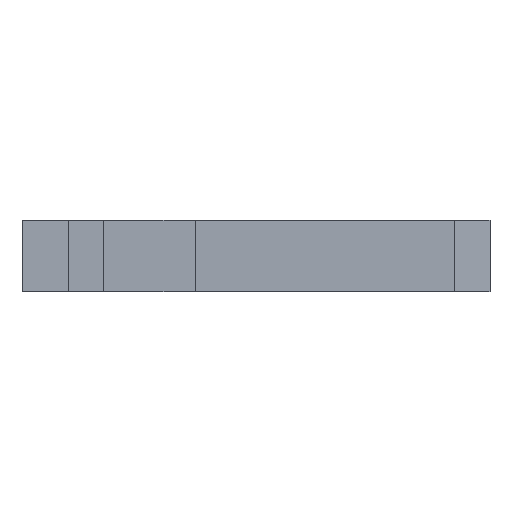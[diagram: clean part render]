
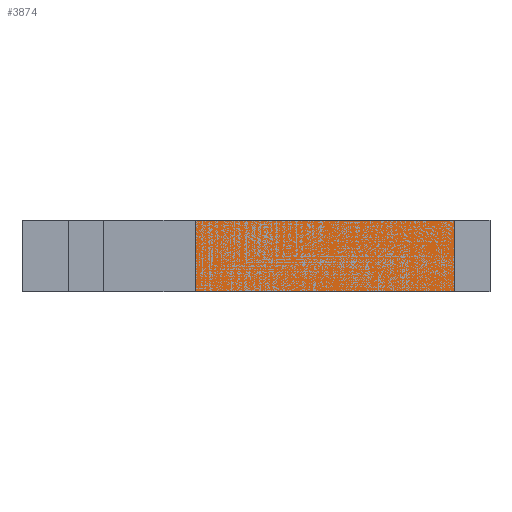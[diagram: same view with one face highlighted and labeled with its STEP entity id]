
A CAD part, front view. The second image highlights one B-rep face of the part: STEP entity #3874.
In plain terms, the highlighted planar face has unit normal (0, -1, 0).
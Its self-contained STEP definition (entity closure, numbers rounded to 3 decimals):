
#368 = PLANE('',#369);
#369 = AXIS2_PLACEMENT_3D('',#370,#371,#372);
#370 = CARTESIAN_POINT('',(-37.477,-40.305,10.));
#371 = DIRECTION('',(0.,0.,1.));
#372 = DIRECTION('',(0.707,0.707,0.));
#995 = PLANE('',#996);
#996 = AXIS2_PLACEMENT_3D('',#997,#998,#999);
#997 = CARTESIAN_POINT('',(-37.477,-40.305,0.));
#998 = DIRECTION('',(0.,0.,1.));
#999 = DIRECTION('',(0.707,0.707,0.));
#1904 = VERTEX_POINT('',#1905);
#1905 = CARTESIAN_POINT('',(-37.205,-0.811,10.));
#1918 = PLANE('',#1919);
#1919 = AXIS2_PLACEMENT_3D('',#1920,#1921,#1922);
#1920 = CARTESIAN_POINT('',(-35.858,-2.158,-1.));
#1921 = DIRECTION('',(0.707,0.707,0.));
#1922 = DIRECTION('',(0.,0.,1.));
#1929 = EDGE_CURVE('',#1930,#1904,#1932,.T.);
#1930 = VERTEX_POINT('',#1931);
#1931 = CARTESIAN_POINT('',(-0.811,-0.811,10.));
#1932 = SURFACE_CURVE('',#1933,(#1937,#1943),.PCURVE_S1.);
#1933 = LINE('',#1934,#1935);
#1934 = CARTESIAN_POINT('',(-17.324,-0.811,10.));
#1935 = VECTOR('',#1936,1.);
#1936 = DIRECTION('',(-1.,0.,0.));
#1937 = PCURVE('',#368,#1938);
#1938 = DEFINITIONAL_REPRESENTATION('',(#1939),#1942);
#1939 = B_SPLINE_CURVE_WITH_KNOTS('',1,(#1940,#1941),.UNSPECIFIED.,.F.,
  .F.,(2,2),(-23.616,61.621),.PIECEWISE_BEZIER_KNOTS.);
#1940 = CARTESIAN_POINT('',(58.875,-3.023));
#1941 = CARTESIAN_POINT('',(-1.396,57.249));
#1942 = ( GEOMETRIC_REPRESENTATION_CONTEXT(2) 
PARAMETRIC_REPRESENTATION_CONTEXT() REPRESENTATION_CONTEXT('2D SPACE',''
  ) );
#1943 = PCURVE('',#1944,#1949);
#1944 = PLANE('',#1945);
#1945 = AXIS2_PLACEMENT_3D('',#1946,#1947,#1948);
#1946 = CARTESIAN_POINT('',(2.828,-0.811,-1.));
#1947 = DIRECTION('',(0.,1.,0.));
#1948 = DIRECTION('',(0.,0.,1.));
#1949 = DEFINITIONAL_REPRESENTATION('',(#1950),#1953);
#1950 = B_SPLINE_CURVE_WITH_KNOTS('',1,(#1951,#1952),.UNSPECIFIED.,.F.,
  .F.,(2,2),(-23.616,61.621),.PIECEWISE_BEZIER_KNOTS.);
#1951 = CARTESIAN_POINT('',(11.,3.463));
#1952 = CARTESIAN_POINT('',(11.,-81.774));
#1953 = ( GEOMETRIC_REPRESENTATION_CONTEXT(2) 
PARAMETRIC_REPRESENTATION_CONTEXT() REPRESENTATION_CONTEXT('2D SPACE',''
  ) );
#1970 = PLANE('',#1971);
#1971 = AXIS2_PLACEMENT_3D('',#1972,#1973,#1974);
#1972 = CARTESIAN_POINT('',(-13.435,-13.435,-1.));
#1973 = DIRECTION('',(-0.707,0.707,0.));
#1974 = DIRECTION('',(0.,0.,1.));
#3410 = VERTEX_POINT('',#3411);
#3411 = CARTESIAN_POINT('',(-37.205,-0.811,0.));
#3430 = EDGE_CURVE('',#3431,#3410,#3433,.T.);
#3431 = VERTEX_POINT('',#3432);
#3432 = CARTESIAN_POINT('',(-0.811,-0.811,0.));
#3433 = SURFACE_CURVE('',#3434,(#3438,#3444),.PCURVE_S1.);
#3434 = LINE('',#3435,#3436);
#3435 = CARTESIAN_POINT('',(-17.324,-0.811,0.));
#3436 = VECTOR('',#3437,1.);
#3437 = DIRECTION('',(-1.,0.,0.));
#3438 = PCURVE('',#995,#3439);
#3439 = DEFINITIONAL_REPRESENTATION('',(#3440),#3443);
#3440 = B_SPLINE_CURVE_WITH_KNOTS('',1,(#3441,#3442),.UNSPECIFIED.,.F.,
  .F.,(2,2),(-23.616,61.621),.PIECEWISE_BEZIER_KNOTS.);
#3441 = CARTESIAN_POINT('',(58.875,-3.023));
#3442 = CARTESIAN_POINT('',(-1.396,57.249));
#3443 = ( GEOMETRIC_REPRESENTATION_CONTEXT(2) 
PARAMETRIC_REPRESENTATION_CONTEXT() REPRESENTATION_CONTEXT('2D SPACE',''
  ) );
#3444 = PCURVE('',#1944,#3445);
#3445 = DEFINITIONAL_REPRESENTATION('',(#3446),#3449);
#3446 = B_SPLINE_CURVE_WITH_KNOTS('',1,(#3447,#3448),.UNSPECIFIED.,.F.,
  .F.,(2,2),(-23.616,61.621),.PIECEWISE_BEZIER_KNOTS.);
#3447 = CARTESIAN_POINT('',(1.,3.463));
#3448 = CARTESIAN_POINT('',(1.,-81.774));
#3449 = ( GEOMETRIC_REPRESENTATION_CONTEXT(2) 
PARAMETRIC_REPRESENTATION_CONTEXT() REPRESENTATION_CONTEXT('2D SPACE',''
  ) );
#3854 = EDGE_CURVE('',#1930,#3431,#3855,.T.);
#3855 = SURFACE_CURVE('',#3856,(#3860,#3866),.PCURVE_S1.);
#3856 = LINE('',#3857,#3858);
#3857 = CARTESIAN_POINT('',(-0.811,-0.811,-1.));
#3858 = VECTOR('',#3859,1.);
#3859 = DIRECTION('',(0.,0.,-1.));
#3860 = PCURVE('',#1970,#3861);
#3861 = DEFINITIONAL_REPRESENTATION('',(#3862),#3865);
#3862 = B_SPLINE_CURVE_WITH_KNOTS('',1,(#3863,#3864),.UNSPECIFIED.,.F.,
  .F.,(2,2),(-14.3,1.3),.PIECEWISE_BEZIER_KNOTS.);
#3863 = CARTESIAN_POINT('',(14.3,17.853));
#3864 = CARTESIAN_POINT('',(-1.3,17.853));
#3865 = ( GEOMETRIC_REPRESENTATION_CONTEXT(2) 
PARAMETRIC_REPRESENTATION_CONTEXT() REPRESENTATION_CONTEXT('2D SPACE',''
  ) );
#3866 = PCURVE('',#1944,#3867);
#3867 = DEFINITIONAL_REPRESENTATION('',(#3868),#3871);
#3868 = B_SPLINE_CURVE_WITH_KNOTS('',1,(#3869,#3870),.UNSPECIFIED.,.F.,
  .F.,(2,2),(-14.3,1.3),.PIECEWISE_BEZIER_KNOTS.);
#3869 = CARTESIAN_POINT('',(14.3,-3.64));
#3870 = CARTESIAN_POINT('',(-1.3,-3.64));
#3871 = ( GEOMETRIC_REPRESENTATION_CONTEXT(2) 
PARAMETRIC_REPRESENTATION_CONTEXT() REPRESENTATION_CONTEXT('2D SPACE',''
  ) );
#3874 = ADVANCED_FACE('',(#3875),#1944,.F.);
#3875 = FACE_BOUND('',#3876,.F.);
#3876 = EDGE_LOOP('',(#3877,#3878,#3879,#3880));
#3877 = ORIENTED_EDGE('',*,*,#1929,.F.);
#3878 = ORIENTED_EDGE('',*,*,#3854,.T.);
#3879 = ORIENTED_EDGE('',*,*,#3430,.T.);
#3880 = ORIENTED_EDGE('',*,*,#3881,.F.);
#3881 = EDGE_CURVE('',#1904,#3410,#3882,.T.);
#3882 = SURFACE_CURVE('',#3883,(#3887,#3893),.PCURVE_S1.);
#3883 = LINE('',#3884,#3885);
#3884 = CARTESIAN_POINT('',(-37.205,-0.811,-1.));
#3885 = VECTOR('',#3886,1.);
#3886 = DIRECTION('',(0.,0.,-1.));
#3887 = PCURVE('',#1944,#3888);
#3888 = DEFINITIONAL_REPRESENTATION('',(#3889),#3892);
#3889 = B_SPLINE_CURVE_WITH_KNOTS('',1,(#3890,#3891),.UNSPECIFIED.,.F.,
  .F.,(2,2),(-12.,0.),.PIECEWISE_BEZIER_KNOTS.);
#3890 = CARTESIAN_POINT('',(12.,-40.033));
#3891 = CARTESIAN_POINT('',(0.,-40.033));
#3892 = ( GEOMETRIC_REPRESENTATION_CONTEXT(2) 
PARAMETRIC_REPRESENTATION_CONTEXT() REPRESENTATION_CONTEXT('2D SPACE',''
  ) );
#3893 = PCURVE('',#1918,#3894);
#3894 = DEFINITIONAL_REPRESENTATION('',(#3895),#3898);
#3895 = B_SPLINE_CURVE_WITH_KNOTS('',1,(#3896,#3897),.UNSPECIFIED.,.F.,
  .F.,(2,2),(-12.,0.),.PIECEWISE_BEZIER_KNOTS.);
#3896 = CARTESIAN_POINT('',(12.,-1.904));
#3897 = CARTESIAN_POINT('',(0.,-1.904));
#3898 = ( GEOMETRIC_REPRESENTATION_CONTEXT(2) 
PARAMETRIC_REPRESENTATION_CONTEXT() REPRESENTATION_CONTEXT('2D SPACE',''
  ) );
